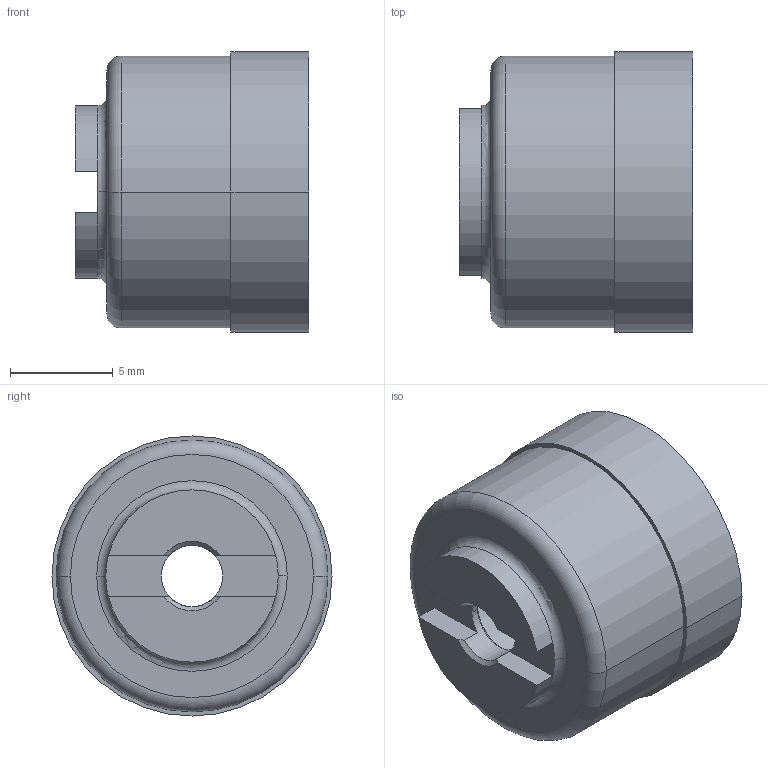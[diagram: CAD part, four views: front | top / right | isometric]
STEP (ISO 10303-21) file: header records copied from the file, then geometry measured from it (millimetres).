
FILE_DESCRIPTION((''),'2;1');
FILE_NAME('HFUC-5-50-2A-R-SP_C','2021-09-07T17:14:35',('silo-mech'),(''),'CREO PARAMETRIC BY PTC INC, 2020454','CREO PARAMETRIC BY PTC INC, 2020454','');
FILE_SCHEMA(('CONFIG_CONTROL_DESIGN'));
Length unit declared in the file: millimetre
Products named in the file (1): HFUC-5-50-2A-R-SP_C
Bounding box: 11.4 x 13.66 x 13.66 mm (x, y, z)
Volume: 204.5 mm3; surface area: 1116.7 mm2
Topology: 1 solids, 1 shells, 32 faces, 74 edges, 46 vertices
Faces by surface type: plane 12, cylinder 10, torus 6, cone 4
Entity records: 966 total; most frequent: DIRECTION 178, CARTESIAN_POINT 162, ORIENTED_EDGE 148, AXIS2_PLACEMENT_3D 76, EDGE_CURVE 74, VERTEX_POINT 46, CIRCLE 44, EDGE_LOOP 36
